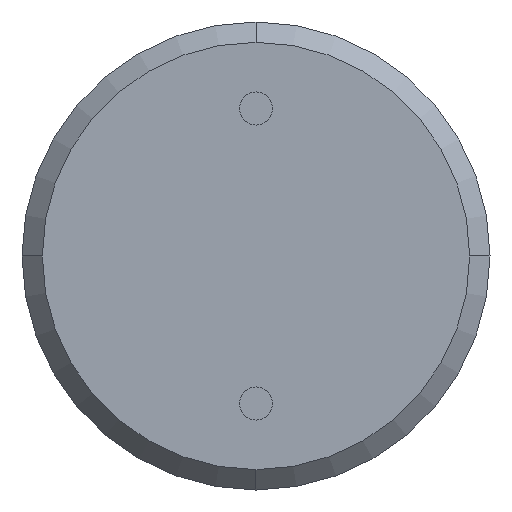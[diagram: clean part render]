
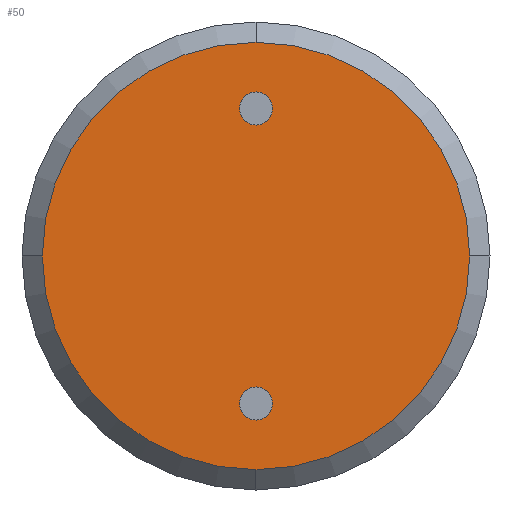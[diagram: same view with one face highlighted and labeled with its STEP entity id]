
A CAD part, front view. The second image highlights one B-rep face of the part: STEP entity #50.
In plain terms, the highlighted planar face has unit normal (0, -1, 0).
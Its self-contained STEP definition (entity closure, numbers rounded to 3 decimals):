
#50=ADVANCED_FACE('',(#73,#74,#75),#76,.F.);
#73=FACE_OUTER_BOUND('',#111,.T.);
#74=FACE_BOUND('',#112,.T.);
#75=FACE_BOUND('',#113,.T.);
#76=PLANE('',#114);
#111=EDGE_LOOP('',(#169,#170,#171,#172));
#112=EDGE_LOOP('',(#173,#174));
#113=EDGE_LOOP('',(#175,#176));
#114=AXIS2_PLACEMENT_3D('',#177,#178,#179);
#169=ORIENTED_EDGE('',*,*,#279,.T.);
#170=ORIENTED_EDGE('',*,*,#285,.T.);
#171=ORIENTED_EDGE('',*,*,#286,.T.);
#172=ORIENTED_EDGE('',*,*,#284,.T.);
#173=ORIENTED_EDGE('',*,*,#287,.T.);
#174=ORIENTED_EDGE('',*,*,#288,.T.);
#175=ORIENTED_EDGE('',*,*,#289,.T.);
#176=ORIENTED_EDGE('',*,*,#290,.T.);
#177=CARTESIAN_POINT('',(0.0,0.0,0.0));
#178=DIRECTION('',(0.0,1.0,0.0));
#179=DIRECTION('',(1.0,0.0,-0.0));
#279=EDGE_CURVE('',#325,#322,#326,.T.);
#284=EDGE_CURVE('',#331,#325,#334,.T.);
#285=EDGE_CURVE('',#322,#335,#336,.T.);
#286=EDGE_CURVE('',#335,#331,#337,.T.);
#287=EDGE_CURVE('',#338,#339,#340,.T.);
#288=EDGE_CURVE('',#339,#338,#341,.T.);
#289=EDGE_CURVE('',#342,#343,#344,.T.);
#290=EDGE_CURVE('',#343,#342,#345,.T.);
#322=VERTEX_POINT('',#387);
#325=VERTEX_POINT('',#391);
#326=CIRCLE('',#392,4.2);
#331=VERTEX_POINT('',#398);
#334=CIRCLE('',#402,4.2);
#335=VERTEX_POINT('',#403);
#336=CIRCLE('',#404,4.2);
#337=CIRCLE('',#405,4.2);
#338=VERTEX_POINT('',#406);
#339=VERTEX_POINT('',#407);
#340=CIRCLE('',#408,0.325);
#341=CIRCLE('',#409,0.325);
#342=VERTEX_POINT('',#410);
#343=VERTEX_POINT('',#411);
#344=CIRCLE('',#412,0.325);
#345=CIRCLE('',#413,0.325);
#387=CARTESIAN_POINT('',(0.,0.0,-4.2));
#391=CARTESIAN_POINT('',(-4.2,0.0,0.));
#392=AXIS2_PLACEMENT_3D('',#463,#464,#465);
#398=CARTESIAN_POINT('',(0.,0.0,4.2));
#402=AXIS2_PLACEMENT_3D('',#474,#475,#476);
#403=CARTESIAN_POINT('',(4.2,0.0,0.));
#404=AXIS2_PLACEMENT_3D('',#477,#478,#479);
#405=AXIS2_PLACEMENT_3D('',#480,#481,#482);
#406=CARTESIAN_POINT('',(-0.325,0.0,2.9));
#407=CARTESIAN_POINT('',(0.325,0.0,2.9));
#408=AXIS2_PLACEMENT_3D('',#483,#484,#485);
#409=AXIS2_PLACEMENT_3D('',#486,#487,#488);
#410=CARTESIAN_POINT('',(-0.325,0.0,-2.9));
#411=CARTESIAN_POINT('',(0.325,0.0,-2.9));
#412=AXIS2_PLACEMENT_3D('',#489,#490,#491);
#413=AXIS2_PLACEMENT_3D('',#492,#493,#494);
#463=CARTESIAN_POINT('',(0.0,0.0,0.));
#464=DIRECTION('',(0.0,-1.0,0.0));
#465=DIRECTION('',(-1.0,0.0,0.0));
#474=CARTESIAN_POINT('',(0.0,0.0,0.0));
#475=DIRECTION('',(0.0,-1.0,0.0));
#476=DIRECTION('',(1.0,0.0,0.0));
#477=CARTESIAN_POINT('',(0.0,0.0,0.));
#478=DIRECTION('',(0.0,-1.0,0.0));
#479=DIRECTION('',(-1.0,0.0,0.0));
#480=CARTESIAN_POINT('',(0.0,0.0,0.0));
#481=DIRECTION('',(0.0,-1.0,0.0));
#482=DIRECTION('',(1.0,0.0,0.0));
#483=CARTESIAN_POINT('',(0.0,0.0,2.9));
#484=DIRECTION('',(0.0,1.0,0.0));
#485=DIRECTION('',(-1.0,0.0,0.0));
#486=CARTESIAN_POINT('',(0.0,0.0,2.9));
#487=DIRECTION('',(-0.0,1.0,0.0));
#488=DIRECTION('',(1.0,0.0,0.0));
#489=CARTESIAN_POINT('',(0.0,0.0,-2.9));
#490=DIRECTION('',(0.0,1.0,0.0));
#491=DIRECTION('',(-1.0,0.0,0.0));
#492=CARTESIAN_POINT('',(0.0,0.0,-2.9));
#493=DIRECTION('',(-0.0,1.0,0.0));
#494=DIRECTION('',(1.0,0.0,0.0));
